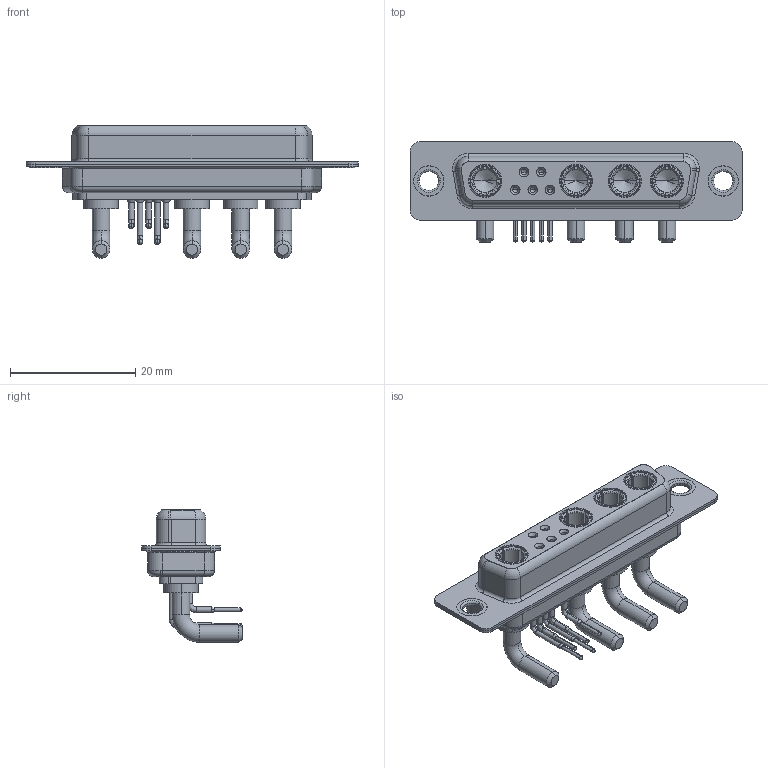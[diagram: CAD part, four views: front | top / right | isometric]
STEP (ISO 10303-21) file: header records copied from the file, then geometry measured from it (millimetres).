
FILE_DESCRIPTION (( 'STEP AP203' ), '1' );
FILE_NAME ('630-9W4-240-2T1.STEP', '2022-06-01T04:10:04', ( '' ), ( '' ), 'SwSTEP 2.0', 'SolidWorks 2020', '' );
FILE_SCHEMA (( 'CONFIG_CONTROL_DESIGN' ));
Length unit declared in the file: millimetre
Products named in the file (8): 630-9W4-240-2T1; 630Combo Shell Rear_25 Contacts; 630Combo Housing_9W4; 630Combo Contact Row 1; 630Combo Thru Hole Rivet; 630Combo Shell Front_25 Contacts; Power Socket_20A RA; 630Combo Contact Row 2
Assembly tree (14 placements, depth 2):
  630-9W4-240-2T1
    630Combo Housing_9W4
    630Combo Shell Front_25 Contacts
    630Combo Shell Rear_25 Contacts
    630Combo Thru Hole Rivet  x2
    Power Socket_20A RA  x4
    630Combo Contact Row 1  x2
    630Combo Contact Row 2  x3
Bounding box: 53.05 x 16 x 21.2 mm (x, y, z)
Volume: 3945.9 mm3; surface area: 8699.7 mm2
Topology: 18 solids, 18 shells, 830 faces, 2102 edges, 1328 vertices
Faces by surface type: cylinder 336, plane 258, cone 123, torus 89, bspline 24
Entity records: 15438 total; most frequent: CARTESIAN_POINT 2942, DIRECTION 2600, ORIENTED_EDGE 2294, EDGE_CURVE 1147, AXIS2_PLACEMENT_3D 1071, VERTEX_POINT 728, CIRCLE 592, EDGE_LOOP 539
